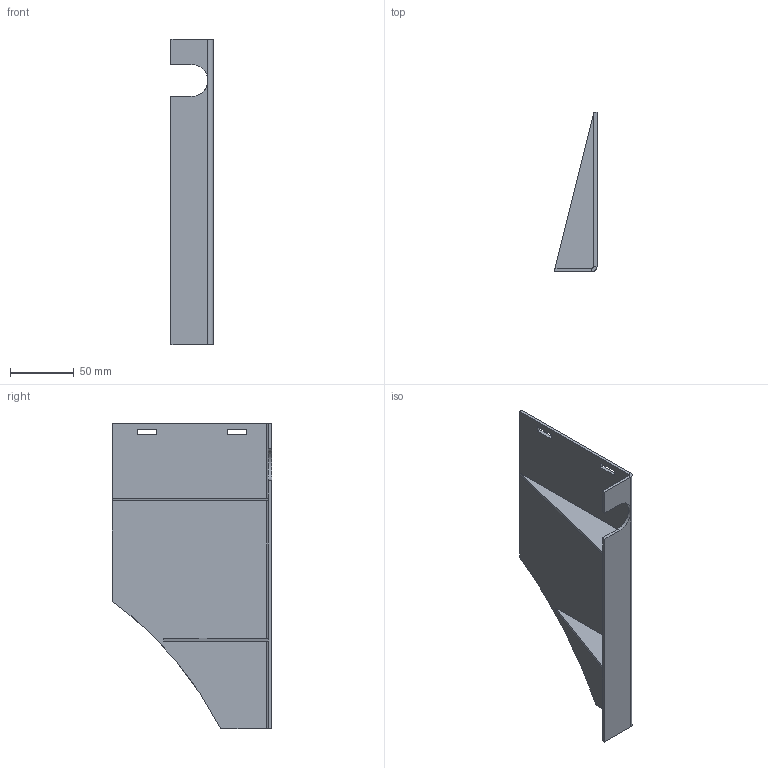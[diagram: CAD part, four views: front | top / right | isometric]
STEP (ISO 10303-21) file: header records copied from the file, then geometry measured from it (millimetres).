
FILE_DESCRIPTION(('CATIA V5 STEP Exchange'),'2;1');
FILE_NAME('Cache GPS.stp','2020-11-05T17:35:36+00:00',('none'),('none'),'CATIA Version 5 Release 19 SP 2 (IN-10)','CATIA V5 STEP AP203','none');
FILE_SCHEMA(('CONFIG_CONTROL_DESIGN'));
Length unit declared in the file: millimetre
Products named in the file (1): Cache GPS
Bounding box: 33 x 125 x 240 mm (x, y, z)
Volume: 84519.8 mm3; surface area: 70911.5 mm2
Topology: 1 solids, 1 shells, 40 faces, 101 edges, 64 vertices
Faces by surface type: plane 34, cylinder 5, extrusion 1
Entity records: 1184 total; most frequent: CARTESIAN_POINT 228, ORIENTED_EDGE 196, DIRECTION 156, EDGE_CURVE 98, VECTOR 87, LINE 86, VERTEX_POINT 60, EDGE_LOOP 44
